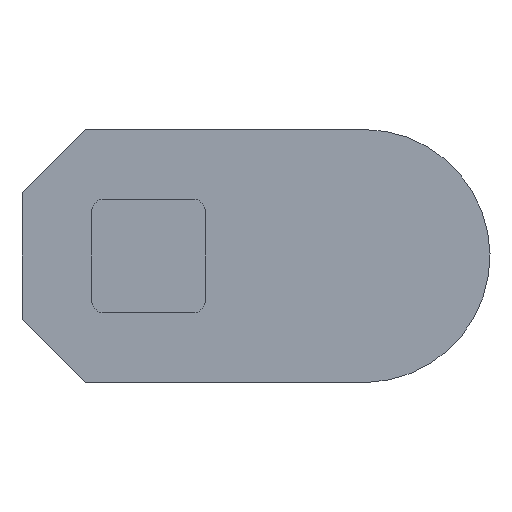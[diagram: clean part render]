
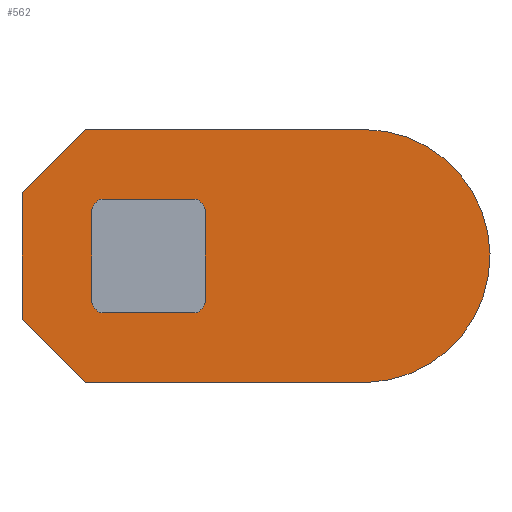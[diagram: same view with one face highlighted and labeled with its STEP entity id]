
A CAD part, front view. The second image highlights one B-rep face of the part: STEP entity #562.
In plain terms, the highlighted planar face has unit normal (0, -1, 0).
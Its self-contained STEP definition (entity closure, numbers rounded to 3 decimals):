
#41=PLANE('',#632);
#48=FACE_BOUND('',#140,.T.);
#60=CIRCLE('',#605,2.);
#62=CIRCLE('',#609,2.);
#64=CIRCLE('',#613,2.);
#66=CIRCLE('',#617,2.);
#68=CIRCLE('',#623,20.);
#70=CIRCLE('',#627,20.);
#102=FACE_OUTER_BOUND('',#139,.T.);
#139=EDGE_LOOP('',(#493,#494,#495,#496,#497,#498,#499,#500));
#140=EDGE_LOOP('',(#501,#502,#503,#504,#505,#506,#507,#508));
#157=LINE('',#932,#206);
#162=LINE('',#946,#211);
#166=LINE('',#958,#215);
#170=LINE('',#970,#219);
#173=LINE('',#981,#222);
#177=LINE('',#988,#226);
#181=LINE('',#1000,#230);
#185=LINE('',#1012,#234);
#188=LINE('',#1018,#237);
#191=LINE('',#1022,#240);
#206=VECTOR('',#701,10.);
#211=VECTOR('',#714,10.);
#215=VECTOR('',#726,10.);
#219=VECTOR('',#738,10.);
#222=VECTOR('',#751,10.);
#226=VECTOR('',#757,10.);
#230=VECTOR('',#769,10.);
#234=VECTOR('',#781,10.);
#237=VECTOR('',#786,10.);
#240=VECTOR('',#791,10.);
#265=VERTEX_POINT('',#930);
#266=VERTEX_POINT('',#931);
#269=VERTEX_POINT('',#939);
#271=VERTEX_POINT('',#945);
#273=VERTEX_POINT('',#951);
#275=VERTEX_POINT('',#957);
#277=VERTEX_POINT('',#963);
#279=VERTEX_POINT('',#969);
#281=VERTEX_POINT('',#979);
#282=VERTEX_POINT('',#980);
#284=VERTEX_POINT('',#987);
#286=VERTEX_POINT('',#993);
#288=VERTEX_POINT('',#999);
#290=VERTEX_POINT('',#1005);
#292=VERTEX_POINT('',#1011);
#294=VERTEX_POINT('',#1017);
#323=EDGE_CURVE('',#265,#266,#157,.T.);
#327=EDGE_CURVE('',#266,#269,#60,.T.);
#330=EDGE_CURVE('',#269,#271,#162,.T.);
#333=EDGE_CURVE('',#271,#273,#62,.T.);
#336=EDGE_CURVE('',#273,#275,#166,.T.);
#339=EDGE_CURVE('',#275,#277,#64,.T.);
#342=EDGE_CURVE('',#277,#279,#170,.T.);
#345=EDGE_CURVE('',#279,#265,#66,.T.);
#347=EDGE_CURVE('',#281,#282,#173,.T.);
#351=EDGE_CURVE('',#282,#284,#177,.T.);
#354=EDGE_CURVE('',#286,#284,#68,.T.);
#357=EDGE_CURVE('',#288,#286,#181,.T.);
#360=EDGE_CURVE('',#288,#290,#70,.T.);
#363=EDGE_CURVE('',#290,#292,#185,.T.);
#366=EDGE_CURVE('',#294,#292,#188,.T.);
#369=EDGE_CURVE('',#294,#281,#191,.T.);
#493=ORIENTED_EDGE('',*,*,#369,.T.);
#494=ORIENTED_EDGE('',*,*,#347,.T.);
#495=ORIENTED_EDGE('',*,*,#351,.T.);
#496=ORIENTED_EDGE('',*,*,#354,.F.);
#497=ORIENTED_EDGE('',*,*,#357,.F.);
#498=ORIENTED_EDGE('',*,*,#360,.T.);
#499=ORIENTED_EDGE('',*,*,#363,.T.);
#500=ORIENTED_EDGE('',*,*,#366,.F.);
#501=ORIENTED_EDGE('',*,*,#323,.T.);
#502=ORIENTED_EDGE('',*,*,#327,.T.);
#503=ORIENTED_EDGE('',*,*,#330,.T.);
#504=ORIENTED_EDGE('',*,*,#333,.T.);
#505=ORIENTED_EDGE('',*,*,#336,.T.);
#506=ORIENTED_EDGE('',*,*,#339,.T.);
#507=ORIENTED_EDGE('',*,*,#342,.T.);
#508=ORIENTED_EDGE('',*,*,#345,.T.);
#562=ADVANCED_FACE('',(#102,#48),#41,.T.);
#605=AXIS2_PLACEMENT_3D('',#940,#707,#708);
#609=AXIS2_PLACEMENT_3D('',#952,#719,#720);
#613=AXIS2_PLACEMENT_3D('',#964,#731,#732);
#617=AXIS2_PLACEMENT_3D('',#975,#743,#744);
#623=AXIS2_PLACEMENT_3D('',#994,#762,#763);
#627=AXIS2_PLACEMENT_3D('',#1006,#774,#775);
#632=AXIS2_PLACEMENT_3D('',#1023,#792,#793);
#701=DIRECTION('',(0.,0.,1.));
#707=DIRECTION('center_axis',(0.,1.,0.));
#708=DIRECTION('ref_axis',(0.,0.,1.));
#714=DIRECTION('',(1.,0.,0.));
#719=DIRECTION('center_axis',(0.,1.,0.));
#720=DIRECTION('ref_axis',(1.,0.,0.));
#726=DIRECTION('',(0.,0.,-1.));
#731=DIRECTION('center_axis',(0.,1.,0.));
#732=DIRECTION('ref_axis',(0.,0.,-1.));
#738=DIRECTION('',(-1.,0.,0.));
#743=DIRECTION('center_axis',(0.,1.,0.));
#744=DIRECTION('ref_axis',(-1.,0.,0.));
#751=DIRECTION('',(0.707,0.,-0.707));
#757=DIRECTION('',(1.,0.,0.));
#762=DIRECTION('center_axis',(0.,-1.,0.));
#763=DIRECTION('ref_axis',(-0.033,0.,-0.999));
#769=DIRECTION('',(-1.,0.,0.001));
#774=DIRECTION('center_axis',(0.,-1.,0.));
#775=DIRECTION('ref_axis',(-0.033,0.,-0.999));
#781=DIRECTION('',(-1.,0.,0.));
#786=DIRECTION('',(0.707,0.,0.707));
#791=DIRECTION('',(0.,0.,-1.));
#792=DIRECTION('center_axis',(0.,-1.,0.));
#793=DIRECTION('ref_axis',(1.,0.,0.));
#930=CARTESIAN_POINT('',(11.,0.,13.));
#931=CARTESIAN_POINT('',(11.,0.,27.));
#932=CARTESIAN_POINT('',(11.,0.,23.5));
#939=CARTESIAN_POINT('',(13.,0.,29.));
#940=CARTESIAN_POINT('Origin',(13.,0.,27.));
#945=CARTESIAN_POINT('',(27.,0.,29.));
#946=CARTESIAN_POINT('',(32.,0.,29.));
#951=CARTESIAN_POINT('',(29.,0.,27.));
#952=CARTESIAN_POINT('Origin',(27.,0.,27.));
#957=CARTESIAN_POINT('',(29.,0.,13.));
#958=CARTESIAN_POINT('',(29.,0.,16.5));
#963=CARTESIAN_POINT('',(27.,0.,11.));
#964=CARTESIAN_POINT('Origin',(27.,0.,13.));
#969=CARTESIAN_POINT('',(13.,0.,11.));
#970=CARTESIAN_POINT('',(25.,0.,11.));
#975=CARTESIAN_POINT('Origin',(13.,0.,13.));
#979=CARTESIAN_POINT('',(0.,0.,10.));
#980=CARTESIAN_POINT('',(10.,0.,0.));
#981=CARTESIAN_POINT('',(0.,0.,10.));
#987=CARTESIAN_POINT('',(54.,0.,0.));
#988=CARTESIAN_POINT('',(10.,0.,0.));
#993=CARTESIAN_POINT('',(53.342,0.,0.011));
#994=CARTESIAN_POINT('Origin',(54.,0.,20.));
#999=CARTESIAN_POINT('',(54.637,0.,0.01));
#1000=CARTESIAN_POINT('',(73.995,0.,0.));
#1005=CARTESIAN_POINT('',(54.,0.,40.));
#1006=CARTESIAN_POINT('Origin',(54.,0.,20.));
#1011=CARTESIAN_POINT('',(10.,0.,40.));
#1012=CARTESIAN_POINT('',(54.,0.,40.));
#1017=CARTESIAN_POINT('',(0.,0.,30.));
#1018=CARTESIAN_POINT('',(0.,0.,30.));
#1022=CARTESIAN_POINT('',(0.,0.,30.));
#1023=CARTESIAN_POINT('Origin',(37.,0.,20.));
